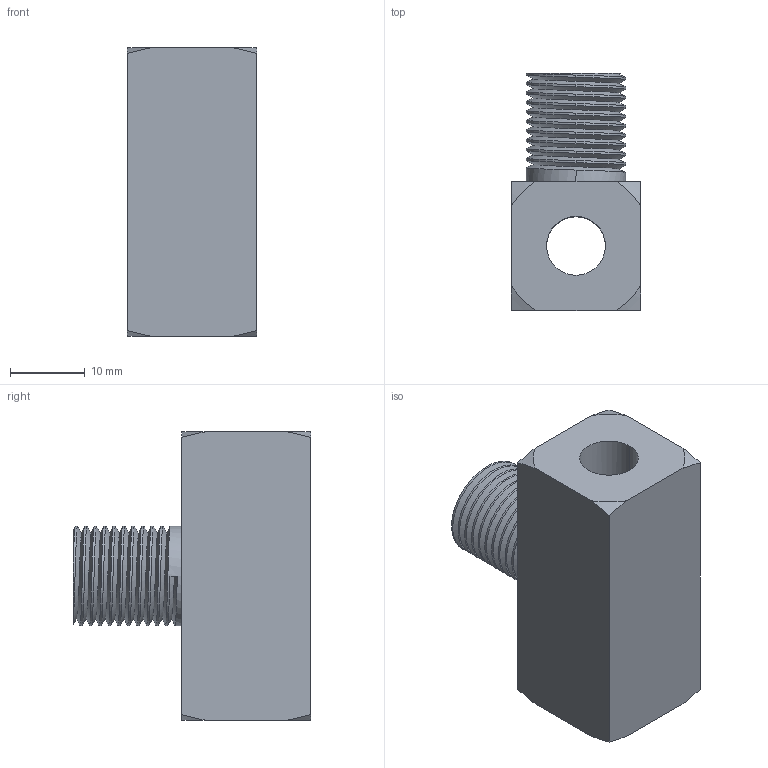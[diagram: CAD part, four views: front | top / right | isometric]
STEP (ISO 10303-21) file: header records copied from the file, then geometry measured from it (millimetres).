
FILE_DESCRIPTION (( 'STEP AP203' ), '1' );
FILE_NAME ('BFMT-14N.step', '2016-02-15T20:06:02', ( '' ), ( '' ), 'SwSTEP 2.0', 'SolidWorks 2015', '' );
FILE_SCHEMA (( 'CONFIG_CONTROL_DESIGN' ));
Length unit declared in the file: inch
Products named in the file (1): BFMT-14N
Bounding box: 17.27 x 31.75 x 38.61 mm (x, y, z)
Volume: 10477.3 mm3; surface area: 5586.9 mm2
Topology: 1 solids, 1 shells, 46 faces, 129 edges, 86 vertices
Faces by surface type: cylinder 26, plane 10, cone 8, bspline 2
Entity records: 2828 total; most frequent: CARTESIAN_POINT 1722, ORIENTED_EDGE 258, DIRECTION 171, EDGE_CURVE 129, VERTEX_POINT 86, AXIS2_PLACEMENT_3D 64, EDGE_LOOP 51, ADVANCED_FACE 46
